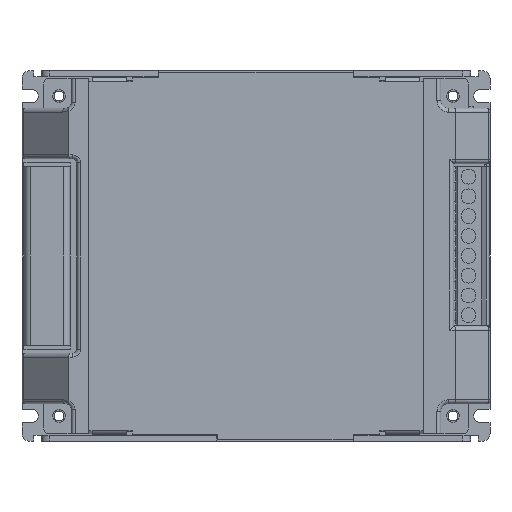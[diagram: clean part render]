
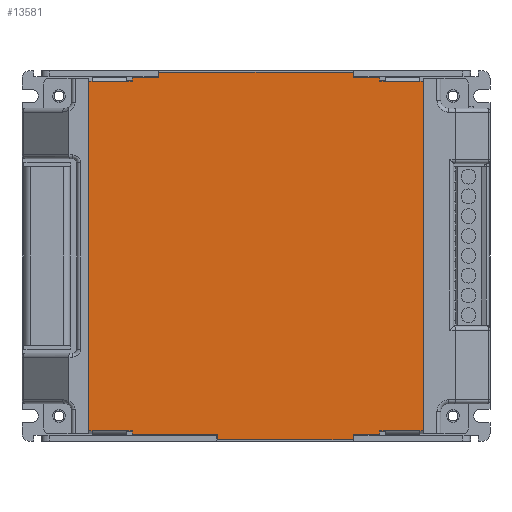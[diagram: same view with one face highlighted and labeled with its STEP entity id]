
A CAD part, front view. The second image highlights one B-rep face of the part: STEP entity #13581.
In plain terms, the highlighted planar face has unit normal (0, -1, 0).
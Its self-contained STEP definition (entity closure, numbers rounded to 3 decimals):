
#861=PLANE('',#14441);
#1423=FACE_OUTER_BOUND('',#2189,.T.);
#2189=EDGE_LOOP('',(#9824,#9825,#9826,#9827,#9828,#9829,#9830,#9831,#9832,
#9833,#9834,#9835,#9836,#9837,#9838,#9839,#9840,#9841,#9842,#9843,#9844,
#9845,#9846,#9847,#9848,#9849,#9850,#9851));
#2990=LINE('',#19440,#4574);
#2998=LINE('',#19512,#4582);
#3007=LINE('',#19596,#4591);
#3015=LINE('',#19668,#4599);
#3053=LINE('',#19912,#4637);
#3057=LINE('',#19919,#4641);
#3059=LINE('',#19924,#4643);
#3063=LINE('',#19931,#4647);
#3065=LINE('',#19936,#4649);
#3069=LINE('',#19943,#4653);
#3071=LINE('',#19947,#4655);
#3074=LINE('',#19953,#4658);
#3077=LINE('',#19959,#4661);
#3080=LINE('',#19965,#4664);
#3083=LINE('',#19971,#4667);
#3087=LINE('',#19979,#4671);
#3091=LINE('',#19986,#4675);
#3094=LINE('',#19992,#4678);
#3099=LINE('',#20001,#4683);
#3101=LINE('',#20004,#4685);
#3103=LINE('',#20007,#4687);
#3116=LINE('',#20034,#4700);
#3118=LINE('',#20038,#4702);
#3120=LINE('',#20041,#4704);
#3122=LINE('',#20045,#4706);
#3123=LINE('',#20048,#4707);
#3125=LINE('',#20052,#4709);
#3127=LINE('',#20055,#4711);
#4574=VECTOR('',#15519,10.);
#4582=VECTOR('',#15533,10.);
#4591=VECTOR('',#15548,10.);
#4599=VECTOR('',#15562,10.);
#4637=VECTOR('',#15676,10.);
#4641=VECTOR('',#15682,10.);
#4643=VECTOR('',#15686,10.);
#4647=VECTOR('',#15692,10.);
#4649=VECTOR('',#15696,10.);
#4653=VECTOR('',#15702,10.);
#4655=VECTOR('',#15706,10.);
#4658=VECTOR('',#15711,10.);
#4661=VECTOR('',#15716,10.);
#4664=VECTOR('',#15721,10.);
#4667=VECTOR('',#15726,10.);
#4671=VECTOR('',#15732,10.);
#4675=VECTOR('',#15738,10.);
#4678=VECTOR('',#15743,10.);
#4683=VECTOR('',#15750,10.);
#4685=VECTOR('',#15754,10.);
#4687=VECTOR('',#15758,10.);
#4700=VECTOR('',#15787,10.);
#4702=VECTOR('',#15791,10.);
#4704=VECTOR('',#15795,10.);
#4706=VECTOR('',#15799,10.);
#4707=VECTOR('',#15802,10.);
#4709=VECTOR('',#15806,10.);
#4711=VECTOR('',#15810,10.);
#6188=VERTEX_POINT('',#19428);
#6189=VERTEX_POINT('',#19439);
#6199=VERTEX_POINT('',#19500);
#6200=VERTEX_POINT('',#19511);
#6209=VERTEX_POINT('',#19571);
#6212=VERTEX_POINT('',#19585);
#6220=VERTEX_POINT('',#19643);
#6223=VERTEX_POINT('',#19657);
#6260=VERTEX_POINT('',#19910);
#6261=VERTEX_POINT('',#19911);
#6264=VERTEX_POINT('',#19922);
#6265=VERTEX_POINT('',#19923);
#6268=VERTEX_POINT('',#19934);
#6269=VERTEX_POINT('',#19935);
#6272=VERTEX_POINT('',#19946);
#6274=VERTEX_POINT('',#19952);
#6276=VERTEX_POINT('',#19958);
#6278=VERTEX_POINT('',#19964);
#6280=VERTEX_POINT('',#19970);
#6283=VERTEX_POINT('',#19978);
#6285=VERTEX_POINT('',#19985);
#6287=VERTEX_POINT('',#19991);
#6290=VERTEX_POINT('',#19999);
#6296=VERTEX_POINT('',#20033);
#6297=VERTEX_POINT('',#20037);
#6298=VERTEX_POINT('',#20043);
#6299=VERTEX_POINT('',#20047);
#6300=VERTEX_POINT('',#20051);
#7491=EDGE_CURVE('',#6188,#6189,#2990,.T.);
#7504=EDGE_CURVE('',#6199,#6200,#2998,.T.);
#7519=EDGE_CURVE('',#6212,#6209,#3007,.T.);
#7532=EDGE_CURVE('',#6223,#6220,#3015,.T.);
#7595=EDGE_CURVE('',#6260,#6261,#3053,.T.);
#7599=EDGE_CURVE('',#6261,#6189,#3057,.T.);
#7601=EDGE_CURVE('',#6264,#6265,#3059,.T.);
#7605=EDGE_CURVE('',#6265,#6209,#3063,.T.);
#7607=EDGE_CURVE('',#6268,#6269,#3065,.T.);
#7611=EDGE_CURVE('',#6223,#6268,#3069,.T.);
#7613=EDGE_CURVE('',#6199,#6272,#3071,.T.);
#7616=EDGE_CURVE('',#6272,#6274,#3074,.T.);
#7619=EDGE_CURVE('',#6188,#6276,#3077,.T.);
#7622=EDGE_CURVE('',#6212,#6278,#3080,.T.);
#7625=EDGE_CURVE('',#6280,#6220,#3083,.T.);
#7629=EDGE_CURVE('',#6283,#6200,#3087,.T.);
#7633=EDGE_CURVE('',#6285,#6260,#3091,.T.);
#7636=EDGE_CURVE('',#6264,#6287,#3094,.T.);
#7641=EDGE_CURVE('',#6290,#6269,#3099,.T.);
#7643=EDGE_CURVE('',#6276,#6280,#3101,.T.);
#7645=EDGE_CURVE('',#6283,#6278,#3103,.T.);
#7658=EDGE_CURVE('',#6296,#6290,#3116,.T.);
#7660=EDGE_CURVE('',#6296,#6297,#3118,.T.);
#7662=EDGE_CURVE('',#6287,#6297,#3120,.T.);
#7664=EDGE_CURVE('',#6274,#6298,#3122,.T.);
#7665=EDGE_CURVE('',#6298,#6299,#3123,.T.);
#7667=EDGE_CURVE('',#6299,#6300,#3125,.T.);
#7669=EDGE_CURVE('',#6300,#6285,#3127,.T.);
#9824=ORIENTED_EDGE('',*,*,#7491,.F.);
#9825=ORIENTED_EDGE('',*,*,#7619,.T.);
#9826=ORIENTED_EDGE('',*,*,#7643,.T.);
#9827=ORIENTED_EDGE('',*,*,#7625,.T.);
#9828=ORIENTED_EDGE('',*,*,#7532,.F.);
#9829=ORIENTED_EDGE('',*,*,#7611,.T.);
#9830=ORIENTED_EDGE('',*,*,#7607,.T.);
#9831=ORIENTED_EDGE('',*,*,#7641,.F.);
#9832=ORIENTED_EDGE('',*,*,#7658,.F.);
#9833=ORIENTED_EDGE('',*,*,#7660,.T.);
#9834=ORIENTED_EDGE('',*,*,#7662,.F.);
#9835=ORIENTED_EDGE('',*,*,#7636,.F.);
#9836=ORIENTED_EDGE('',*,*,#7601,.T.);
#9837=ORIENTED_EDGE('',*,*,#7605,.T.);
#9838=ORIENTED_EDGE('',*,*,#7519,.F.);
#9839=ORIENTED_EDGE('',*,*,#7622,.T.);
#9840=ORIENTED_EDGE('',*,*,#7645,.F.);
#9841=ORIENTED_EDGE('',*,*,#7629,.T.);
#9842=ORIENTED_EDGE('',*,*,#7504,.F.);
#9843=ORIENTED_EDGE('',*,*,#7613,.T.);
#9844=ORIENTED_EDGE('',*,*,#7616,.T.);
#9845=ORIENTED_EDGE('',*,*,#7664,.T.);
#9846=ORIENTED_EDGE('',*,*,#7665,.T.);
#9847=ORIENTED_EDGE('',*,*,#7667,.T.);
#9848=ORIENTED_EDGE('',*,*,#7669,.T.);
#9849=ORIENTED_EDGE('',*,*,#7633,.T.);
#9850=ORIENTED_EDGE('',*,*,#7595,.T.);
#9851=ORIENTED_EDGE('',*,*,#7599,.T.);
#13581=ADVANCED_FACE('',(#1423),#861,.F.);
#14441=AXIS2_PLACEMENT_3D('',#20056,#15811,#15812);
#15519=DIRECTION('',(1.,0.,0.));
#15533=DIRECTION('',(1.,0.,0.));
#15548=DIRECTION('',(-1.,0.,0.));
#15562=DIRECTION('',(-1.,0.,0.));
#15676=DIRECTION('',(0.,0.,-1.));
#15682=DIRECTION('',(-1.,0.,0.));
#15686=DIRECTION('',(0.,0.,1.));
#15692=DIRECTION('',(1.,0.,0.));
#15696=DIRECTION('',(0.,0.,-1.));
#15702=DIRECTION('',(1.,0.,0.));
#15706=DIRECTION('',(-1.,0.,0.));
#15711=DIRECTION('',(0.,0.,1.));
#15716=DIRECTION('',(-1.,0.,0.));
#15721=DIRECTION('',(1.,0.,0.));
#15726=DIRECTION('',(1.,0.,0.));
#15732=DIRECTION('',(-1.,0.,0.));
#15738=DIRECTION('',(-1.,0.,0.));
#15743=DIRECTION('',(-1.,0.,0.));
#15750=DIRECTION('',(-1.,0.,0.));
#15754=DIRECTION('',(0.,0.,-1.));
#15758=DIRECTION('',(0.,0.,-1.));
#15787=DIRECTION('',(0.,0.,1.));
#15791=DIRECTION('',(1.,0.,0.));
#15795=DIRECTION('',(0.,0.,-1.));
#15799=DIRECTION('',(-1.,0.,0.));
#15802=DIRECTION('',(0.,0.,1.));
#15806=DIRECTION('',(-1.,0.,0.));
#15810=DIRECTION('',(0.,0.,-1.));
#15811=DIRECTION('center_axis',(0.,1.,0.));
#15812=DIRECTION('ref_axis',(1.,0.,0.));
#19428=CARTESIAN_POINT('',(-42.,0.,44.75));
#19439=CARTESIAN_POINT('',(-33.2,0.,44.75));
#19440=CARTESIAN_POINT('',(-42.,0.,44.75));
#19500=CARTESIAN_POINT('',(33.2,0.,44.75));
#19511=CARTESIAN_POINT('',(42.,0.,44.75));
#19512=CARTESIAN_POINT('',(33.2,0.,44.75));
#19571=CARTESIAN_POINT('',(33.2,0.,-44.75));
#19585=CARTESIAN_POINT('',(42.,0.,-44.75));
#19596=CARTESIAN_POINT('',(42.,0.,-44.75));
#19643=CARTESIAN_POINT('',(-42.,0.,-44.75));
#19657=CARTESIAN_POINT('',(-33.2,0.,-44.75));
#19668=CARTESIAN_POINT('',(-33.2,0.,-44.75));
#19910=CARTESIAN_POINT('',(-31.696,0.,45.75));
#19911=CARTESIAN_POINT('',(-31.696,0.,44.75));
#19912=CARTESIAN_POINT('',(-31.696,0.,22.375));
#19919=CARTESIAN_POINT('',(-16.6,0.,44.75));
#19922=CARTESIAN_POINT('',(31.7,0.,-45.75));
#19923=CARTESIAN_POINT('',(31.7,0.,-44.75));
#19924=CARTESIAN_POINT('',(31.7,0.,-22.375));
#19931=CARTESIAN_POINT('',(16.6,0.,-44.75));
#19934=CARTESIAN_POINT('',(-31.696,0.,-44.75));
#19935=CARTESIAN_POINT('',(-31.696,0.,-45.75));
#19936=CARTESIAN_POINT('',(-31.696,0.,-22.875));
#19943=CARTESIAN_POINT('',(-15.848,0.,-44.75));
#19946=CARTESIAN_POINT('',(31.7,0.,44.75));
#19947=CARTESIAN_POINT('',(15.85,0.,44.75));
#19952=CARTESIAN_POINT('',(31.7,0.,45.75));
#19953=CARTESIAN_POINT('',(31.7,0.,22.875));
#19958=CARTESIAN_POINT('',(-43.,0.,44.75));
#19959=CARTESIAN_POINT('',(-21.5,0.,44.75));
#19964=CARTESIAN_POINT('',(43.,0.,-44.75));
#19965=CARTESIAN_POINT('',(21.5,0.,-44.75));
#19970=CARTESIAN_POINT('',(-43.,0.,-44.75));
#19971=CARTESIAN_POINT('',(-21.,0.,-44.75));
#19978=CARTESIAN_POINT('',(43.,0.,44.75));
#19979=CARTESIAN_POINT('',(21.,0.,44.75));
#19985=CARTESIAN_POINT('',(-24.9,0.,45.75));
#19986=CARTESIAN_POINT('',(-24.9,0.,45.75));
#19991=CARTESIAN_POINT('',(24.9,0.,-45.75));
#19992=CARTESIAN_POINT('',(43.,0.,-45.75));
#19999=CARTESIAN_POINT('',(-9.9,0.,-45.75));
#20001=CARTESIAN_POINT('',(-9.9,0.,-45.75));
#20004=CARTESIAN_POINT('',(-43.,0.,45.75));
#20007=CARTESIAN_POINT('',(43.,0.,45.75));
#20033=CARTESIAN_POINT('',(-9.9,0.,-47.1));
#20034=CARTESIAN_POINT('',(-9.9,0.,-47.1));
#20037=CARTESIAN_POINT('',(24.9,0.,-47.1));
#20038=CARTESIAN_POINT('',(-9.9,0.,-47.1));
#20041=CARTESIAN_POINT('',(24.9,0.,-45.75));
#20043=CARTESIAN_POINT('',(24.9,0.,45.75));
#20045=CARTESIAN_POINT('',(43.,0.,45.75));
#20047=CARTESIAN_POINT('',(24.9,0.,47.1));
#20048=CARTESIAN_POINT('',(24.9,0.,45.75));
#20051=CARTESIAN_POINT('',(-24.9,0.,47.1));
#20052=CARTESIAN_POINT('',(24.9,0.,47.1));
#20055=CARTESIAN_POINT('',(-24.9,0.,47.1));
#20056=CARTESIAN_POINT('Origin',(0.,0.,0.));
